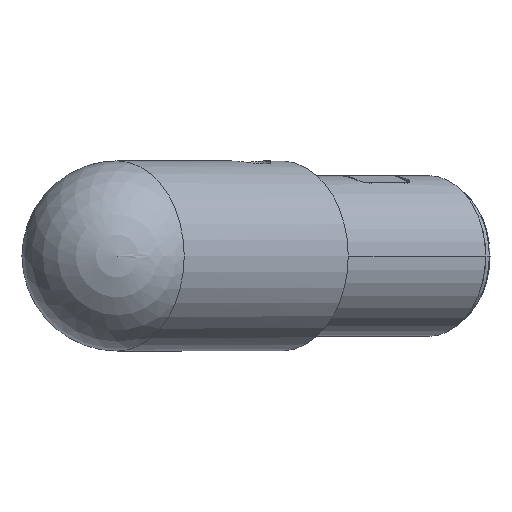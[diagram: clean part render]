
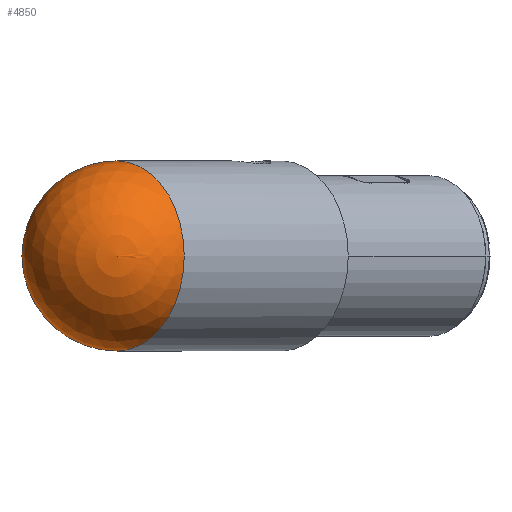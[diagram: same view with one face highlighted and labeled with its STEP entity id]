
A CAD part, left-side view. The second image highlights one B-rep face of the part: STEP entity #4850.
In plain terms, the highlighted spherical face has radius 20 mm.
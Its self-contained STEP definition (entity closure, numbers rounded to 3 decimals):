
#94 = DIRECTION ( 'NONE',  ( 0., 0., -1. ) ) ;
#95 = DIRECTION ( 'NONE',  ( -1., 0., 0. ) ) ;
#96 = CARTESIAN_POINT ( 'NONE',  ( -49.045, 0., 0. ) ) ;
#374 = FACE_OUTER_BOUND ( 'NONE', #9568, .T. ) ;
#380 = SPHERICAL_SURFACE ( 'NONE', #3327, 20. ) ;
#458 = CIRCLE ( 'NONE', #6539, 20. ) ;
#1023 = EDGE_CURVE ( 'NONE', #3415, #3405, #458, .T. ) ;
#1325 = CARTESIAN_POINT ( 'NONE',  ( -49.045, 0., 20. ) ) ;
#1334 = CARTESIAN_POINT ( 'NONE',  ( -49.045, 0., -20. ) ) ;
#3327 = AXIS2_PLACEMENT_3D ( 'NONE', #6268, #6267, #6310 ) ;
#3405 = VERTEX_POINT ( 'NONE', #1334 ) ;
#3415 = VERTEX_POINT ( 'NONE', #1325 ) ;
#4709 = AXIS2_PLACEMENT_3D ( 'NONE', #8755, #8756, #8757 ) ;
#4742 = CIRCLE ( 'NONE', #4709, 20. ) ;
#4850 = ADVANCED_FACE ( 'NONE', ( #374 ), #380, .T. ) ;
#6267 = DIRECTION ( 'NONE',  ( 1., 0., 0. ) ) ;
#6268 = CARTESIAN_POINT ( 'NONE',  ( -49.045, 0., 0. ) ) ;
#6310 = DIRECTION ( 'NONE',  ( 0., -1., 0. ) ) ;
#6502 = EDGE_CURVE ( 'NONE', #3415, #3405, #4742, .T. ) ;
#6539 = AXIS2_PLACEMENT_3D ( 'NONE', #96, #95, #94 ) ;
#8755 = CARTESIAN_POINT ( 'NONE',  ( -49.045, 0., 0. ) ) ;
#8756 = DIRECTION ( 'NONE',  ( 0.707, -0.707, 0. ) ) ;
#8757 = DIRECTION ( 'NONE',  ( 0., 0., -1. ) ) ;
#9568 = EDGE_LOOP ( 'NONE', ( #9784, #9872 ) ) ;
#9784 = ORIENTED_EDGE ( 'NONE', *, *, #1023, .T. ) ;
#9872 = ORIENTED_EDGE ( 'NONE', *, *, #6502, .F. ) ;
